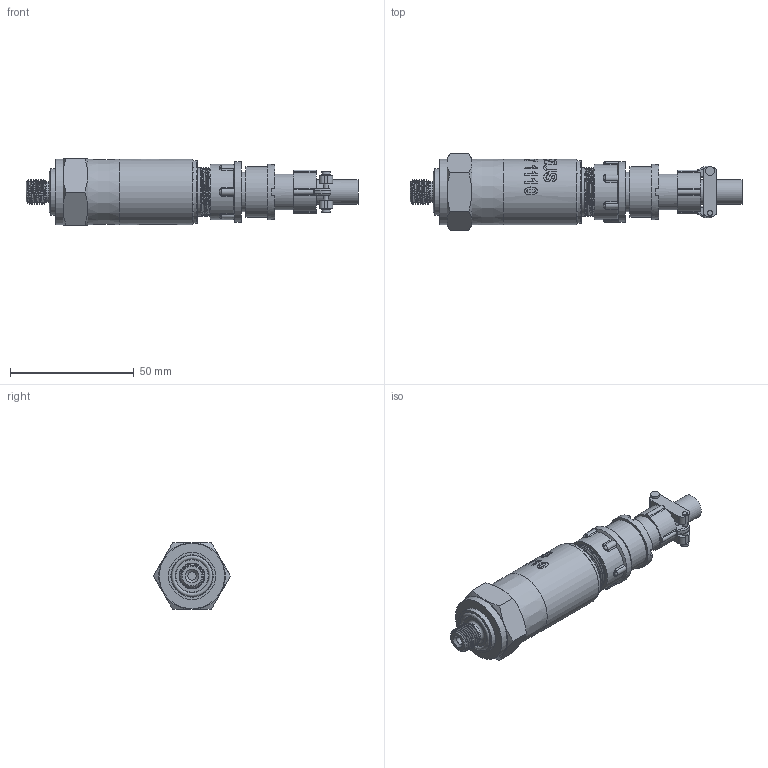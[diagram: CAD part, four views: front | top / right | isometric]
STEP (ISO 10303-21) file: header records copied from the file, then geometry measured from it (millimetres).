
FILE_DESCRIPTION(/* description */ (''),/* implementation_level */ '2;1');
FILE_NAME(/* name */ 'APZ1110_sqqqqq_2RMDT.step',/* time_stamp */ '2021-08-03T13:52:32+03:00',/* author */ (''),/* organization */ (''),/* preprocessor_version */ 'ST-DEVELOPER v18.1',/* originating_system */ 'Autodesk Translation Framework v10.9.0.1377',/* authorisation */ '');
FILE_SCHEMA (('AUTOMOTIVE_DESIGN { 1 0 10303 214 3 1 1 }'));
Length unit declared in the file: millimetre
Products named in the file (5): АПЗ 1110 - filled; СТ063.000.083 (стакан 
с вальцем) v2; RMDT male v5; RMDT female v7; M10x1 DIN
Assembly tree (4 placements, depth 2):
  АПЗ 1110 - filled
    СТ063.000.083 (стакан 
с вальцем) v2
    RMDT male v5
    RMDT female v7
    M10x1 DIN
Bounding box: 134.42 x 31.18 x 27 mm (x, y, z)
Volume: 49393.3 mm3; surface area: 18133.8 mm2
Topology: 4 solids, 4 shells, 731 faces, 1889 edges, 1234 vertices
Faces by surface type: bspline 331, plane 187, cylinder 163, cone 26, torus 20, sphere 4
Full cylindrical faces by diameter (mm): 1 x4, 2 x20, 3.3 x1, 3.5 x2, 8.5 x1, 8.744 x4, 9 x1, 9.884 x3, 10 x1, 11 x1, 13 x1, 13.5 x1, 14.5 x1, 15 x1, 15.8 x1, 16 x2, 16.7 x1, 16.741 x2, 17.884 x2, 18 x1, 18.741 x8, 19 x1, 19.8 x1, 19.884 x9, 20 x1, 20.5 x1, 22.3 x1, 22.5 x2, 24.5 x3, 25.5 x1
Entity records: 35327 total; most frequent: CARTESIAN_POINT 19563, ORIENTED_EDGE 3770, DIRECTION 2252, EDGE_CURVE 1885, VERTEX_POINT 1234, EDGE_LOOP 813, B_SPLINE_CURVE_WITH_KNOTS 783, AXIS2_PLACEMENT_3D 765
